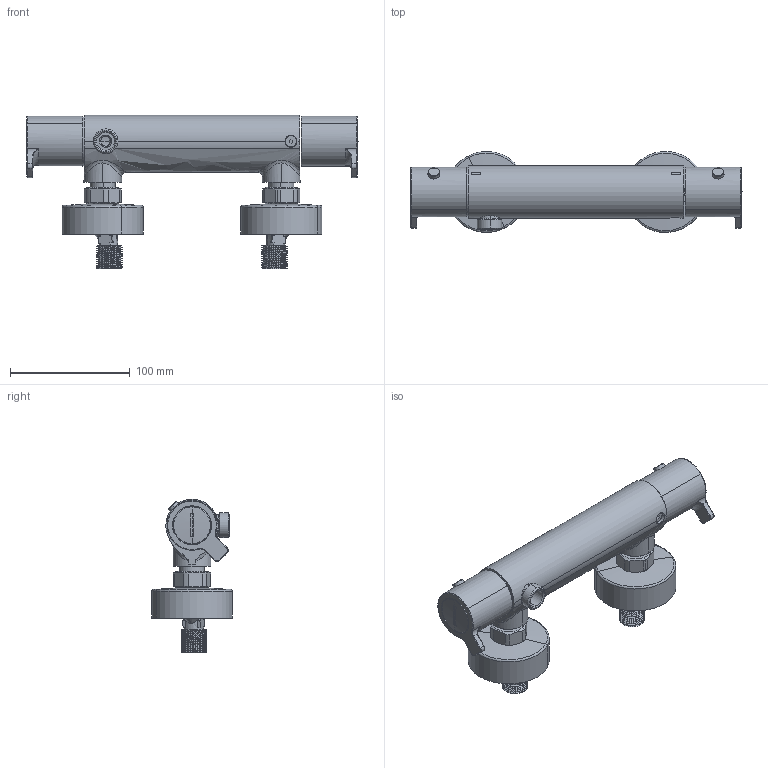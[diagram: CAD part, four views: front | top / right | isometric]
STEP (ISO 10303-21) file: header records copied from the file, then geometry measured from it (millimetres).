
FILE_DESCRIPTION (( 'STEP AP203' ), '1' );
FILE_NAME ('94DP05528.STEP', '2021-10-05T10:54:47', ( '' ), ( '' ), 'SwSTEP 2.0', 'SolidWorks 2021', '' );
FILE_SCHEMA (( 'CONFIG_CONTROL_DESIGN' ));
Length unit declared in the file: millimetre
Products named in the file (1): 94DP05528
Bounding box: 276.7 x 67.43 x 128.15 mm (x, y, z)
Volume: 228226 mm3; surface area: 169491.3 mm2
Topology: 18 solids, 18 shells, 1213 faces, 3178 edges, 2035 vertices
Faces by surface type: cylinder 484, plane 388, cone 156, bspline 115, torus 58, sphere 12
Entity records: 83245 total; most frequent: CARTESIAN_POINT 55353, ORIENTED_EDGE 6332, DIRECTION 5269, EDGE_CURVE 3166, VERTEX_POINT 2035, AXIS2_PLACEMENT_3D 1981, EDGE_LOOP 1313, LINE 1307
